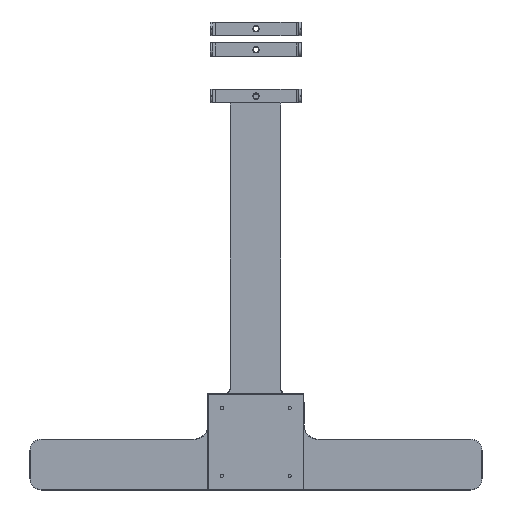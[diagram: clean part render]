
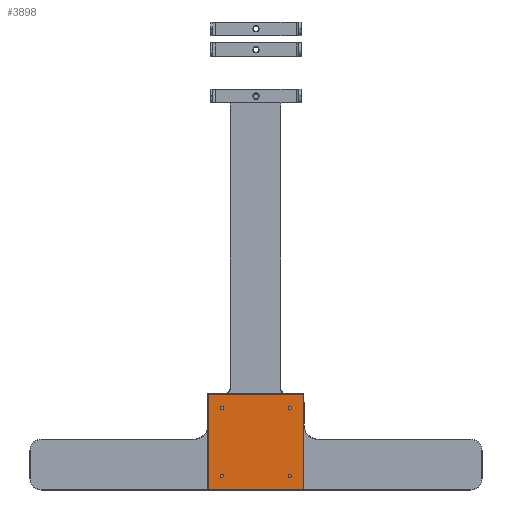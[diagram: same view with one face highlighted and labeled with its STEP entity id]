
A CAD part, front view. The second image highlights one B-rep face of the part: STEP entity #3898.
In plain terms, the highlighted planar face has unit normal (0, -1, 0).
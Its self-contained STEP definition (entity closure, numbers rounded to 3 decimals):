
#86=FACE_BOUND('',#740,.T.);
#87=FACE_BOUND('',#741,.T.);
#88=FACE_BOUND('',#742,.T.);
#89=FACE_BOUND('',#743,.T.);
#177=CIRCLE('',#4186,1.5);
#178=CIRCLE('',#4187,1.5);
#179=CIRCLE('',#4188,1.5);
#180=CIRCLE('',#4189,1.5);
#400=PLANE('',#4185);
#487=FACE_OUTER_BOUND('',#739,.T.);
#739=EDGE_LOOP('',(#2705,#2706,#2707,#2708));
#740=EDGE_LOOP('',(#2709));
#741=EDGE_LOOP('',(#2710));
#742=EDGE_LOOP('',(#2711));
#743=EDGE_LOOP('',(#2712));
#1081=LINE('',#6166,#1371);
#1085=LINE('',#6212,#1375);
#1086=LINE('',#6216,#1376);
#1087=LINE('',#6217,#1377);
#1371=VECTOR('',#4731,10.);
#1375=VECTOR('',#4753,10.);
#1376=VECTOR('',#4758,10.);
#1377=VECTOR('',#4759,10.);
#1694=VERTEX_POINT('',#6163);
#1695=VERTEX_POINT('',#6165);
#1698=VERTEX_POINT('',#6211);
#1699=VERTEX_POINT('',#6215);
#1700=VERTEX_POINT('',#6218);
#1701=VERTEX_POINT('',#6220);
#1702=VERTEX_POINT('',#6222);
#1703=VERTEX_POINT('',#6224);
#2074=EDGE_CURVE('',#1694,#1695,#1081,.T.);
#2084=EDGE_CURVE('',#1695,#1698,#1085,.T.);
#2086=EDGE_CURVE('',#1699,#1694,#1086,.T.);
#2087=EDGE_CURVE('',#1698,#1699,#1087,.T.);
#2088=EDGE_CURVE('',#1700,#1700,#177,.T.);
#2089=EDGE_CURVE('',#1701,#1701,#178,.T.);
#2090=EDGE_CURVE('',#1702,#1702,#179,.T.);
#2091=EDGE_CURVE('',#1703,#1703,#180,.T.);
#2705=ORIENTED_EDGE('',*,*,#2074,.F.);
#2706=ORIENTED_EDGE('',*,*,#2086,.F.);
#2707=ORIENTED_EDGE('',*,*,#2087,.F.);
#2708=ORIENTED_EDGE('',*,*,#2084,.F.);
#2709=ORIENTED_EDGE('',*,*,#2088,.T.);
#2710=ORIENTED_EDGE('',*,*,#2089,.T.);
#2711=ORIENTED_EDGE('',*,*,#2090,.T.);
#2712=ORIENTED_EDGE('',*,*,#2091,.T.);
#3898=ADVANCED_FACE('',(#487,#86,#87,#88,#89),#400,.F.);
#4185=AXIS2_PLACEMENT_3D('',#6214,#4756,#4757);
#4186=AXIS2_PLACEMENT_3D('',#6219,#4760,#4761);
#4187=AXIS2_PLACEMENT_3D('',#6221,#4762,#4763);
#4188=AXIS2_PLACEMENT_3D('',#6223,#4764,#4765);
#4189=AXIS2_PLACEMENT_3D('',#6225,#4766,#4767);
#4731=DIRECTION('',(-1.,0.,0.));
#4753=DIRECTION('',(0.,0.,1.));
#4756=DIRECTION('center_axis',(0.,1.,0.));
#4757=DIRECTION('ref_axis',(1.,0.,0.));
#4758=DIRECTION('',(0.,0.,-1.));
#4759=DIRECTION('',(1.,0.,0.));
#4760=DIRECTION('center_axis',(0.,1.,0.));
#4761=DIRECTION('ref_axis',(1.,0.,0.));
#4762=DIRECTION('center_axis',(0.,1.,0.));
#4763=DIRECTION('ref_axis',(1.,0.,0.));
#4764=DIRECTION('center_axis',(0.,1.,0.));
#4765=DIRECTION('ref_axis',(1.,0.,0.));
#4766=DIRECTION('center_axis',(0.,1.,0.));
#4767=DIRECTION('ref_axis',(1.,0.,0.));
#6163=CARTESIAN_POINT('',(81.7,-6.75,-299.4));
#6165=CARTESIAN_POINT('',(-2.7,-6.75,-299.4));
#6166=CARTESIAN_POINT('',(40.,-6.75,-299.4));
#6211=CARTESIAN_POINT('',(-2.7,-6.75,-215.3));
#6212=CARTESIAN_POINT('',(-2.7,-6.75,-278.75));
#6214=CARTESIAN_POINT('Origin',(-2.,-6.75,-257.5));
#6215=CARTESIAN_POINT('',(81.7,-6.75,-215.3));
#6216=CARTESIAN_POINT('',(81.7,-6.75,-236.25));
#6217=CARTESIAN_POINT('',(-2.5,-6.75,-215.3));
#6218=CARTESIAN_POINT('',(8.,-6.75,-227.5));
#6219=CARTESIAN_POINT('Origin',(9.5,-6.75,-227.5));
#6220=CARTESIAN_POINT('',(68.,-6.75,-287.5));
#6221=CARTESIAN_POINT('Origin',(69.5,-6.75,-287.5));
#6222=CARTESIAN_POINT('',(8.,-6.75,-287.5));
#6223=CARTESIAN_POINT('Origin',(9.5,-6.75,-287.5));
#6224=CARTESIAN_POINT('',(68.,-6.75,-227.5));
#6225=CARTESIAN_POINT('Origin',(69.5,-6.75,-227.5));
